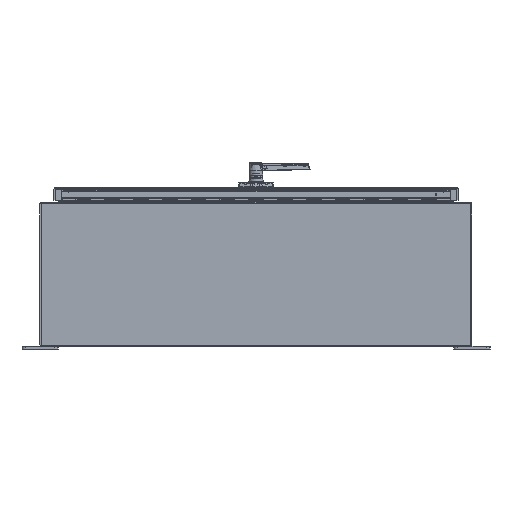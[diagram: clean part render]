
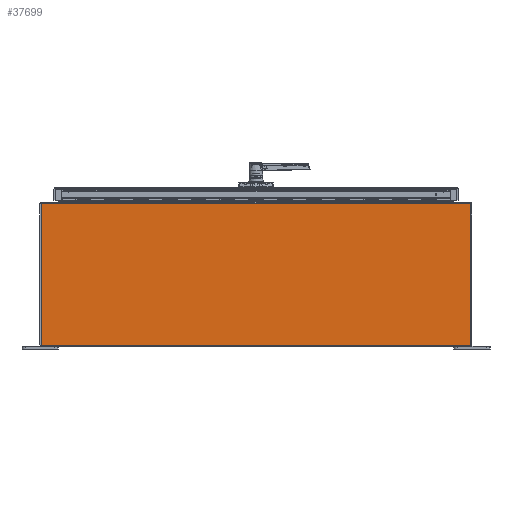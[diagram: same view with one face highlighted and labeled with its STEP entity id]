
A CAD part, left-side view. The second image highlights one B-rep face of the part: STEP entity #37699.
In plain terms, the highlighted face is planar.
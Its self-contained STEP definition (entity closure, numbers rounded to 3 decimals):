
#3261=PLANE('',#40776);
#4399=FACE_OUTER_BOUND('',#6617,.T.);
#6617=EDGE_LOOP('',(#26011,#26012,#26013,#26014));
#8983=LINE('',#53741,#12111);
#8991=LINE('',#53762,#12119);
#8994=LINE('',#53768,#12122);
#8995=LINE('',#53769,#12123);
#12111=VECTOR('',#44068,0.394);
#12119=VECTOR('',#44098,0.394);
#12122=VECTOR('',#44103,0.394);
#12123=VECTOR('',#44104,0.394);
#16445=VERTEX_POINT('',#53724);
#16446=VERTEX_POINT('',#53740);
#16448=VERTEX_POINT('',#53761);
#16450=VERTEX_POINT('',#53767);
#20169=EDGE_CURVE('',#16446,#16445,#8983,.T.);
#20179=EDGE_CURVE('',#16446,#16448,#8991,.T.);
#20182=EDGE_CURVE('',#16450,#16445,#8994,.T.);
#20183=EDGE_CURVE('',#16448,#16450,#8995,.T.);
#26011=ORIENTED_EDGE('',*,*,#20169,.T.);
#26012=ORIENTED_EDGE('',*,*,#20182,.F.);
#26013=ORIENTED_EDGE('',*,*,#20183,.F.);
#26014=ORIENTED_EDGE('',*,*,#20179,.F.);
#37699=ADVANCED_FACE('',(#4399),#3261,.F.);
#40776=AXIS2_PLACEMENT_3D('',#53766,#44101,#44102);
#44068=DIRECTION('',(0.,-1.,0.));
#44098=DIRECTION('',(-1.,0.,0.));
#44101=DIRECTION('center_axis',(0.,0.,1.));
#44102=DIRECTION('ref_axis',(1.,0.,0.));
#44103=DIRECTION('',(1.,0.,0.));
#44104=DIRECTION('',(0.,-1.,0.));
#53724=CARTESIAN_POINT('',(9.858,0.,0.));
#53740=CARTESIAN_POINT('',(9.858,29.852,0.));
#53741=CARTESIAN_POINT('',(9.858,22.389,0.));
#53761=CARTESIAN_POINT('',(0.,29.852,0.));
#53762=CARTESIAN_POINT('',(9.963,29.852,0.));
#53766=CARTESIAN_POINT('Origin',(4.982,14.926,0.));
#53767=CARTESIAN_POINT('',(0.,0.,0.));
#53768=CARTESIAN_POINT('',(0.,0.,0.));
#53769=CARTESIAN_POINT('',(0.,29.852,0.));
